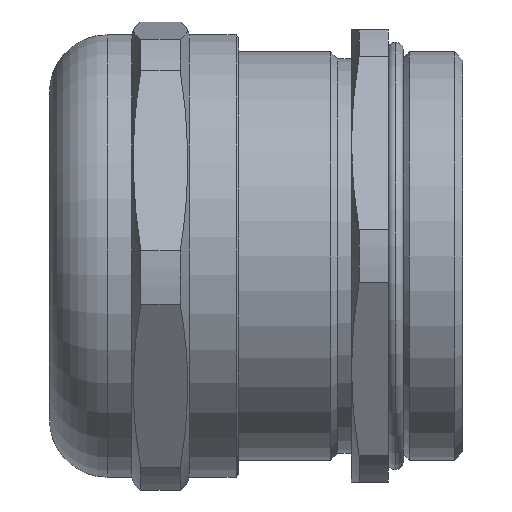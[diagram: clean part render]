
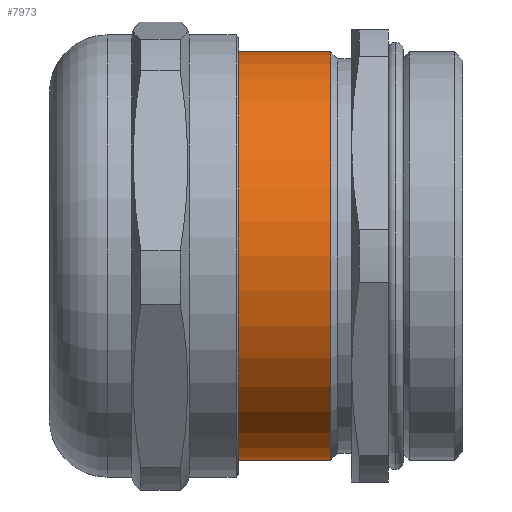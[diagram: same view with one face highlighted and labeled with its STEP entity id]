
A CAD part, front view. The second image highlights one B-rep face of the part: STEP entity #7973.
In plain terms, the highlighted cylindrical face has radius 24.825 mm (diameter 49.65 mm), a partial arc.
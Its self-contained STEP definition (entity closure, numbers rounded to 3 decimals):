
#32 = ORIENTED_EDGE ( 'NONE', *, *, #3826, .T. ) ;
#62 = AXIS2_PLACEMENT_3D ( 'NONE', #10592, #8657, #1938 ) ;
#95 = CARTESIAN_POINT ( 'NONE',  ( 1.707, 0., -24.825 ) ) ;
#439 = ORIENTED_EDGE ( 'NONE', *, *, #7430, .T. ) ;
#928 = VERTEX_POINT ( 'NONE', #3359 ) ;
#1477 = EDGE_CURVE ( 'NONE', #4753, #8589, #10755, .T. ) ;
#1599 = LINE ( 'NONE', #11936, #6028 ) ;
#1702 = VERTEX_POINT ( 'NONE', #11162 ) ;
#1723 = CARTESIAN_POINT ( 'NONE',  ( -16.025, 0., 24.825 ) ) ;
#1938 = DIRECTION ( 'NONE',  ( 0., 0., -1. ) ) ;
#1956 = LINE ( 'NONE', #95, #8566 ) ;
#2427 = CARTESIAN_POINT ( 'NONE',  ( -16.025, 0., -24.825 ) ) ;
#2788 = AXIS2_PLACEMENT_3D ( 'NONE', #11768, #5052, #4056 ) ;
#3359 = CARTESIAN_POINT ( 'NONE',  ( -27.7, 0., -24.825 ) ) ;
#3734 = EDGE_LOOP ( 'NONE', ( #11858, #32, #439, #5266 ) ) ;
#3826 = EDGE_CURVE ( 'NONE', #1702, #928, #12174, .T. ) ;
#4056 = DIRECTION ( 'NONE',  ( 0., 0., -1. ) ) ;
#4649 = EDGE_CURVE ( 'NONE', #1702, #4753, #1599, .T. ) ;
#4753 = VERTEX_POINT ( 'NONE', #1723 ) ;
#5052 = DIRECTION ( 'NONE',  ( 1., 0., 0. ) ) ;
#5266 = ORIENTED_EDGE ( 'NONE', *, *, #1477, .F. ) ;
#5410 = DIRECTION ( 'NONE',  ( 1., 0., 0. ) ) ;
#6028 = VECTOR ( 'NONE', #5410, 1000. ) ;
#6858 = CYLINDRICAL_SURFACE ( 'NONE', #2788, 24.825 ) ;
#7430 = EDGE_CURVE ( 'NONE', #928, #8589, #1956, .T. ) ;
#7571 = DIRECTION ( 'NONE',  ( 0., 0., -1. ) ) ;
#7973 = ADVANCED_FACE ( 'NONE', ( #10400 ), #6858, .T. ) ;
#8566 = VECTOR ( 'NONE', #9740, 1000. ) ;
#8589 = VERTEX_POINT ( 'NONE', #2427 ) ;
#8657 = DIRECTION ( 'NONE',  ( 1., 0., 0. ) ) ;
#8957 = AXIS2_PLACEMENT_3D ( 'NONE', #10434, #10561, #7571 ) ;
#9740 = DIRECTION ( 'NONE',  ( 1., 0., 0. ) ) ;
#10400 = FACE_OUTER_BOUND ( 'NONE', #3734, .T. ) ;
#10434 = CARTESIAN_POINT ( 'NONE',  ( -16.025, 0., 0. ) ) ;
#10561 = DIRECTION ( 'NONE',  ( 1., 0., 0. ) ) ;
#10592 = CARTESIAN_POINT ( 'NONE',  ( -27.7, 0., 0. ) ) ;
#10755 = CIRCLE ( 'NONE', #8957, 24.825 ) ;
#11162 = CARTESIAN_POINT ( 'NONE',  ( -27.7, 0., 24.825 ) ) ;
#11768 = CARTESIAN_POINT ( 'NONE',  ( 1.707, 0., 0. ) ) ;
#11858 = ORIENTED_EDGE ( 'NONE', *, *, #4649, .F. ) ;
#11936 = CARTESIAN_POINT ( 'NONE',  ( 1.707, 0., 24.825 ) ) ;
#12174 = CIRCLE ( 'NONE', #62, 24.825 ) ;
